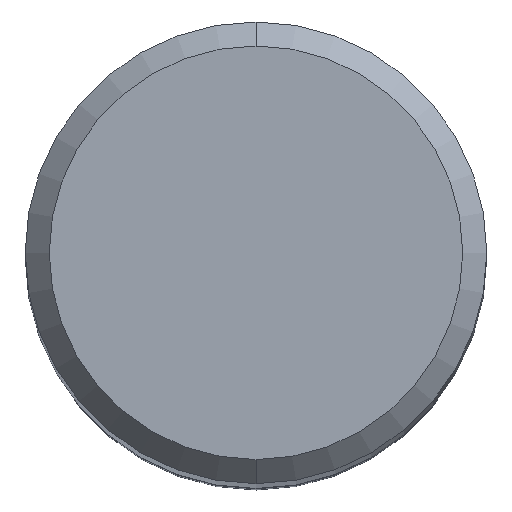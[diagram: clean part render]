
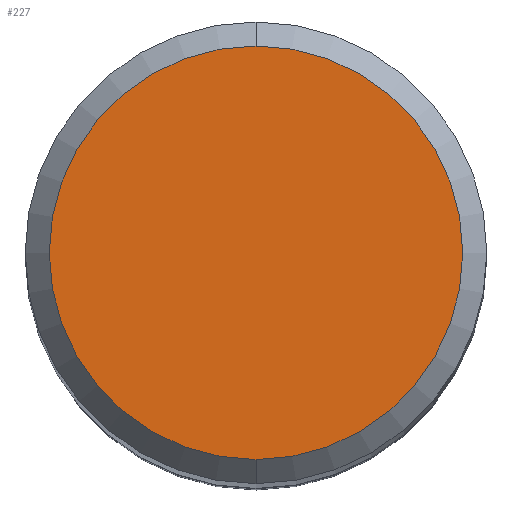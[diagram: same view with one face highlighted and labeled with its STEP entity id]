
A CAD part, top view. The second image highlights one B-rep face of the part: STEP entity #227.
In plain terms, the highlighted planar face has unit normal (0, 0, 1).
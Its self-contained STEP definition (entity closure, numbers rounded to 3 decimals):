
#159=EDGE_CURVE('',#211,#259,#392,.T.);
#197=EDGE_CURVE('',#259,#211,#438,.T.);
#211=VERTEX_POINT('',#454);
#227=ADVANCED_FACE('',(#471),#472,.T.);
#259=VERTEX_POINT('',#505);
#392=CIRCLE('',#646,4.3);
#438=CIRCLE('',#705,4.3);
#454=CARTESIAN_POINT('',(0.,-4.3,0.0));
#471=FACE_OUTER_BOUND('',#746,.T.);
#472=PLANE('',#747);
#505=CARTESIAN_POINT('',(0.0,4.3,0.0));
#646=AXIS2_PLACEMENT_3D('',#952,#953,#954);
#705=AXIS2_PLACEMENT_3D('',#1019,#1020,#1021);
#746=EDGE_LOOP('',(#1065,#1066));
#747=AXIS2_PLACEMENT_3D('',#1067,#1068,#1069);
#952=CARTESIAN_POINT('',(0.0,0.0,0.0));
#953=DIRECTION('',(0.0,0.0,-1.0));
#954=DIRECTION('',(0.0,1.0,0.0));
#1019=CARTESIAN_POINT('',(0.0,0.0,0.0));
#1020=DIRECTION('',(0.0,0.0,-1.0));
#1021=DIRECTION('',(0.0,1.0,0.0));
#1065=ORIENTED_EDGE('',*,*,#197,.F.);
#1066=ORIENTED_EDGE('',*,*,#159,.F.);
#1067=CARTESIAN_POINT('',(0.0,2.15,0.0));
#1068=DIRECTION('',(-0.0,0.0,1.0));
#1069=DIRECTION('',(0.0,-1.0,0.0));
